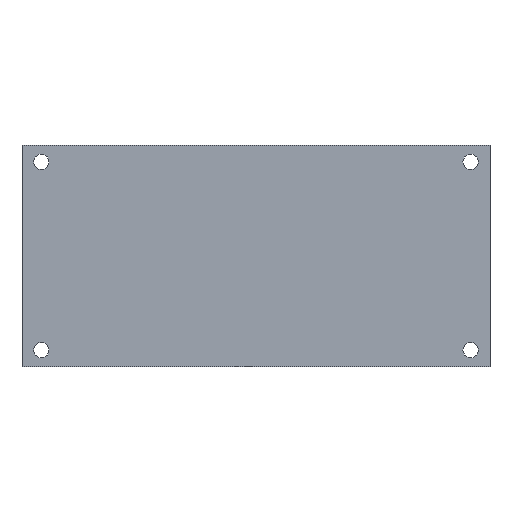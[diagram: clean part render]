
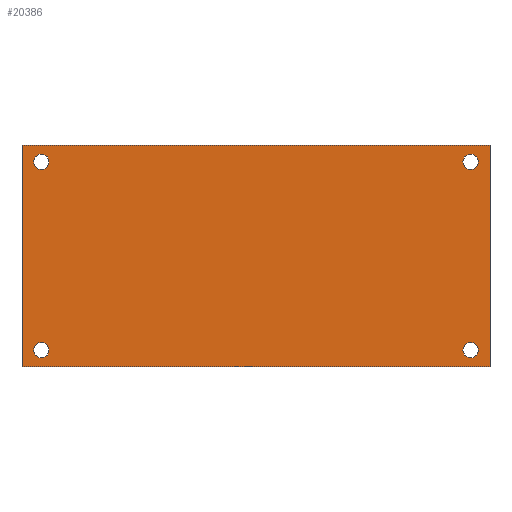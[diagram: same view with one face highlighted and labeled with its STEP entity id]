
A CAD part, front view. The second image highlights one B-rep face of the part: STEP entity #20386.
In plain terms, the highlighted planar face has unit normal (0, -1, 0).
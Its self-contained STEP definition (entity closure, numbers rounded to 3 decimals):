
#123 = VERTEX_POINT ( 'NONE', #19642 ) ;
#433 = CARTESIAN_POINT ( 'NONE',  ( -77.5, -20., -36.75 ) ) ;
#707 = FACE_BOUND ( 'NONE', #7154, .T. ) ;
#745 = DIRECTION ( 'NONE',  ( 0., 1., 0. ) ) ;
#777 = VERTEX_POINT ( 'NONE', #9379 ) ;
#981 = ORIENTED_EDGE ( 'NONE', *, *, #3782, .F. ) ;
#1250 = CARTESIAN_POINT ( 'NONE',  ( -77.5, -20., 34. ) ) ;
#1459 = DIRECTION ( 'NONE',  ( 0., 1., 0. ) ) ;
#1656 = DIRECTION ( 'NONE',  ( 0., 0., 1. ) ) ;
#1764 = CARTESIAN_POINT ( 'NONE',  ( -84.5, -20., 40. ) ) ;
#2070 = CARTESIAN_POINT ( 'NONE',  ( 77.5, -20., 34. ) ) ;
#2343 = EDGE_CURVE ( 'NONE', #19142, #777, #23632, .T. ) ;
#3023 = DIRECTION ( 'NONE',  ( 0., 1., 0. ) ) ;
#3082 = DIRECTION ( 'NONE',  ( 0., 0., 1. ) ) ;
#3103 = CARTESIAN_POINT ( 'NONE',  ( 84.5, -20., 40. ) ) ;
#3277 = FACE_BOUND ( 'NONE', #19655, .T. ) ;
#3379 = DIRECTION ( 'NONE',  ( -1., 0., 0. ) ) ;
#3494 = CARTESIAN_POINT ( 'NONE',  ( -77.5, -20., 34. ) ) ;
#3691 = VERTEX_POINT ( 'NONE', #10204 ) ;
#3782 = EDGE_CURVE ( 'NONE', #9850, #123, #7596, .T. ) ;
#3855 = EDGE_CURVE ( 'NONE', #6483, #9850, #6434, .T. ) ;
#3897 = CARTESIAN_POINT ( 'NONE',  ( 77.5, -20., -36.75 ) ) ;
#3919 = CARTESIAN_POINT ( 'NONE',  ( 84.5, -20., 40. ) ) ;
#3927 = DIRECTION ( 'NONE',  ( 0., 0., 1. ) ) ;
#4267 = ORIENTED_EDGE ( 'NONE', *, *, #7629, .T. ) ;
#4344 = AXIS2_PLACEMENT_3D ( 'NONE', #15500, #4556, #17295 ) ;
#4504 = DIRECTION ( 'NONE',  ( 0., 1., 0. ) ) ;
#4556 = DIRECTION ( 'NONE',  ( 0., 1., 0. ) ) ;
#5131 = VECTOR ( 'NONE', #3379, 1000. ) ;
#5152 = DIRECTION ( 'NONE',  ( 0., 1., 0. ) ) ;
#5205 = EDGE_CURVE ( 'NONE', #6456, #3691, #14951, .T. ) ;
#5276 = AXIS2_PLACEMENT_3D ( 'NONE', #14011, #3023, #15831 ) ;
#5985 = EDGE_LOOP ( 'NONE', ( #21663, #21545 ) ) ;
#6136 = VERTEX_POINT ( 'NONE', #1764 ) ;
#6238 = LINE ( 'NONE', #11419, #10523 ) ;
#6434 = LINE ( 'NONE', #3919, #16673 ) ;
#6456 = VERTEX_POINT ( 'NONE', #17479 ) ;
#6483 = VERTEX_POINT ( 'NONE', #3103 ) ;
#6590 = VERTEX_POINT ( 'NONE', #3897 ) ;
#7103 = CARTESIAN_POINT ( 'NONE',  ( 84.5, -20., 40. ) ) ;
#7154 = EDGE_LOOP ( 'NONE', ( #4267, #15324 ) ) ;
#7175 = EDGE_LOOP ( 'NONE', ( #20492, #14415 ) ) ;
#7327 = AXIS2_PLACEMENT_3D ( 'NONE', #21430, #5152, #17894 ) ;
#7414 = CARTESIAN_POINT ( 'NONE',  ( 84.5, -20., -40. ) ) ;
#7596 = LINE ( 'NONE', #7414, #21483 ) ;
#7629 = EDGE_CURVE ( 'NONE', #777, #19142, #13370, .T. ) ;
#7650 = CARTESIAN_POINT ( 'NONE',  ( -77.5, -20., 31.25 ) ) ;
#7814 = CARTESIAN_POINT ( 'NONE',  ( -77.5, -20., -31.25 ) ) ;
#8095 = AXIS2_PLACEMENT_3D ( 'NONE', #12414, #1459, #14272 ) ;
#8200 = EDGE_CURVE ( 'NONE', #6136, #123, #6238, .T. ) ;
#8205 = FACE_BOUND ( 'NONE', #5985, .T. ) ;
#8767 = FACE_BOUND ( 'NONE', #7175, .T. ) ;
#9369 = CIRCLE ( 'NONE', #19285, 2.75 ) ;
#9379 = CARTESIAN_POINT ( 'NONE',  ( -77.5, -20., 36.75 ) ) ;
#9767 = AXIS2_PLACEMENT_3D ( 'NONE', #11713, #745, #13542 ) ;
#9850 = VERTEX_POINT ( 'NONE', #16565 ) ;
#10083 = DIRECTION ( 'NONE',  ( 0., 1., 0. ) ) ;
#10204 = CARTESIAN_POINT ( 'NONE',  ( 77.5, -20., 36.75 ) ) ;
#10511 = ORIENTED_EDGE ( 'NONE', *, *, #3855, .F. ) ;
#10523 = VECTOR ( 'NONE', #15110, 1000. ) ;
#10629 = VERTEX_POINT ( 'NONE', #7814 ) ;
#10727 = AXIS2_PLACEMENT_3D ( 'NONE', #1250, #14060, #3082 ) ;
#11151 = CARTESIAN_POINT ( 'NONE',  ( 77.5, -20., -31.25 ) ) ;
#11419 = CARTESIAN_POINT ( 'NONE',  ( -84.5, -20., 40. ) ) ;
#11695 = EDGE_LOOP ( 'NONE', ( #18494, #981, #10511, #13526 ) ) ;
#11713 = CARTESIAN_POINT ( 'NONE',  ( -77.5, -20., -34. ) ) ;
#12414 = CARTESIAN_POINT ( 'NONE',  ( 77.5, -20., -34. ) ) ;
#13121 = EDGE_CURVE ( 'NONE', #14568, #10629, #18605, .T. ) ;
#13227 = AXIS2_PLACEMENT_3D ( 'NONE', #3494, #10083, #1656 ) ;
#13286 = EDGE_CURVE ( 'NONE', #17523, #6590, #18880, .T. ) ;
#13370 = CIRCLE ( 'NONE', #10727, 2.75 ) ;
#13526 = ORIENTED_EDGE ( 'NONE', *, *, #14842, .T. ) ;
#13542 = DIRECTION ( 'NONE',  ( 0., 0., 1. ) ) ;
#14011 = CARTESIAN_POINT ( 'NONE',  ( -77.5, -20., -34. ) ) ;
#14060 = DIRECTION ( 'NONE',  ( 0., 1., 0. ) ) ;
#14272 = DIRECTION ( 'NONE',  ( 0., 0., 1. ) ) ;
#14415 = ORIENTED_EDGE ( 'NONE', *, *, #18198, .T. ) ;
#14568 = VERTEX_POINT ( 'NONE', #433 ) ;
#14842 = EDGE_CURVE ( 'NONE', #6483, #6136, #19652, .T. ) ;
#14899 = DIRECTION ( 'NONE',  ( 0., 1., 0. ) ) ;
#14951 = CIRCLE ( 'NONE', #18446, 2.75 ) ;
#15110 = DIRECTION ( 'NONE',  ( 0., 0., -1. ) ) ;
#15324 = ORIENTED_EDGE ( 'NONE', *, *, #2343, .T. ) ;
#15454 = CARTESIAN_POINT ( 'NONE',  ( 77.5, -20., 34. ) ) ;
#15500 = CARTESIAN_POINT ( 'NONE',  ( 77.5, -20., -34. ) ) ;
#15831 = DIRECTION ( 'NONE',  ( 0., 0., 1. ) ) ;
#16073 = PLANE ( 'NONE',  #7327 ) ;
#16524 = CIRCLE ( 'NONE', #4344, 2.75 ) ;
#16565 = CARTESIAN_POINT ( 'NONE',  ( 84.5, -20., -40. ) ) ;
#16673 = VECTOR ( 'NONE', #18527, 1000. ) ;
#17247 = DIRECTION ( 'NONE',  ( 0., 0., 1. ) ) ;
#17295 = DIRECTION ( 'NONE',  ( 0., 0., 1. ) ) ;
#17479 = CARTESIAN_POINT ( 'NONE',  ( 77.5, -20., 31.25 ) ) ;
#17523 = VERTEX_POINT ( 'NONE', #11151 ) ;
#17763 = EDGE_CURVE ( 'NONE', #10629, #14568, #23639, .T. ) ;
#17894 = DIRECTION ( 'NONE',  ( 0., 0., 1. ) ) ;
#18198 = EDGE_CURVE ( 'NONE', #6590, #17523, #16524, .T. ) ;
#18372 = DIRECTION ( 'NONE',  ( -1., 0., 0. ) ) ;
#18446 = AXIS2_PLACEMENT_3D ( 'NONE', #15454, #4504, #17247 ) ;
#18494 = ORIENTED_EDGE ( 'NONE', *, *, #8200, .T. ) ;
#18527 = DIRECTION ( 'NONE',  ( 0., 0., -1. ) ) ;
#18553 = ORIENTED_EDGE ( 'NONE', *, *, #17763, .T. ) ;
#18605 = CIRCLE ( 'NONE', #9767, 2.75 ) ;
#18880 = CIRCLE ( 'NONE', #8095, 2.75 ) ;
#19142 = VERTEX_POINT ( 'NONE', #7650 ) ;
#19285 = AXIS2_PLACEMENT_3D ( 'NONE', #2070, #14899, #3927 ) ;
#19642 = CARTESIAN_POINT ( 'NONE',  ( -84.5, -20., -40. ) ) ;
#19652 = LINE ( 'NONE', #7103, #5131 ) ;
#19655 = EDGE_LOOP ( 'NONE', ( #18553, #22295 ) ) ;
#20386 = ADVANCED_FACE ( 'NONE', ( #707, #8205, #8767, #3277, #22079 ), #16073, .F. ) ;
#20492 = ORIENTED_EDGE ( 'NONE', *, *, #13286, .T. ) ;
#21430 = CARTESIAN_POINT ( 'NONE',  ( 84.5, -20., 40. ) ) ;
#21483 = VECTOR ( 'NONE', #18372, 1000. ) ;
#21545 = ORIENTED_EDGE ( 'NONE', *, *, #5205, .T. ) ;
#21663 = ORIENTED_EDGE ( 'NONE', *, *, #23674, .T. ) ;
#22079 = FACE_OUTER_BOUND ( 'NONE', #11695, .T. ) ;
#22295 = ORIENTED_EDGE ( 'NONE', *, *, #13121, .T. ) ;
#23632 = CIRCLE ( 'NONE', #13227, 2.75 ) ;
#23639 = CIRCLE ( 'NONE', #5276, 2.75 ) ;
#23674 = EDGE_CURVE ( 'NONE', #3691, #6456, #9369, .T. ) ;
